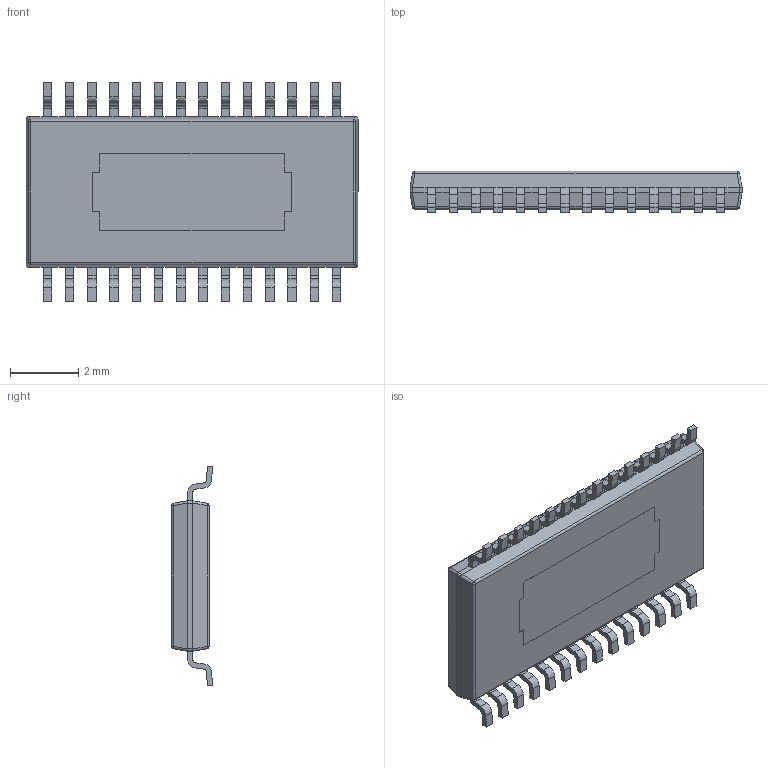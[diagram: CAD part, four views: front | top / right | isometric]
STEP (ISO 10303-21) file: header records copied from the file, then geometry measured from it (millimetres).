
FILE_DESCRIPTION (( 'STEP AP214' ), '1' );
FILE_NAME ('DRV8245SQPWPRQ1.STEP', '2024-05-02T11:39:11', ( '' ), ( '' ), 'SwSTEP 2.0', 'SolidWorks 2016', '' );
FILE_SCHEMA (( 'AUTOMOTIVE_DESIGN' ));
Length unit declared in the file: millimetre
Products named in the file (1): DRV8245SQPWPRQ1
Bounding box: 9.7 x 1.2 x 6.4 mm (x, y, z)
Volume: 47.2 mm3; surface area: 147.6 mm2
Topology: 1 solids, 1 shells, 463 faces, 1246 edges, 780 vertices
Faces by surface type: plane 321, cylinder 134, sphere 8
Entity records: 18377 total; most frequent: CARTESIAN_POINT 2554, ORIENTED_EDGE 2476, DIRECTION 2394, EDGE_CURVE 1238, VECTOR 962, LINE 962, VERTEX_POINT 780, AXIS2_PLACEMENT_3D 716
